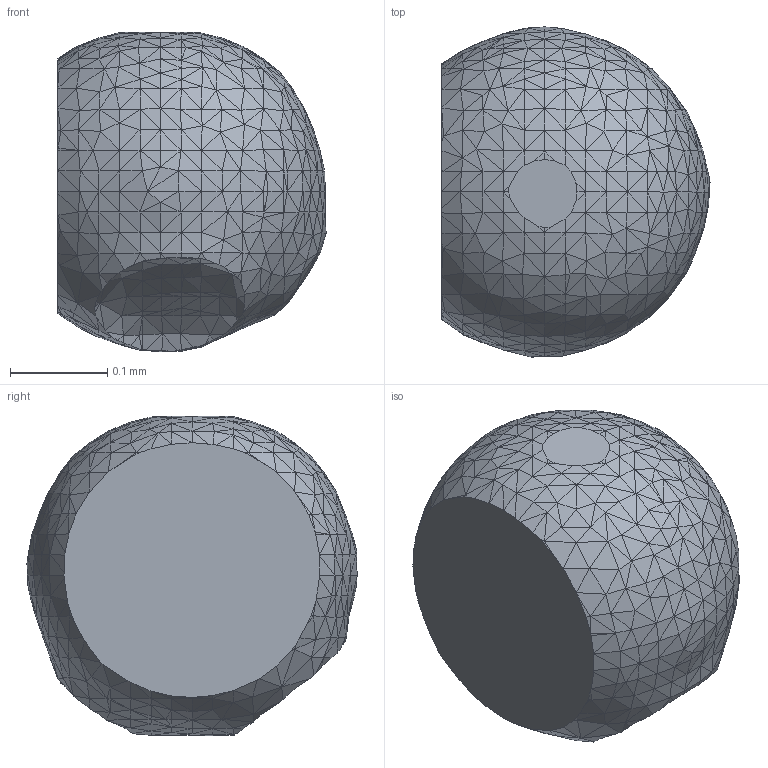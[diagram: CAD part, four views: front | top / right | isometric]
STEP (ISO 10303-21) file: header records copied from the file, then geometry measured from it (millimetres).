
FILE_DESCRIPTION(('FreeCAD Model'),'2;1');
FILE_NAME('Particle14.step','2020-11-10T02:01:37',( 'FreeCAD'),('FreeCAD'),'Open CASCADE STEP processor 7.4','FreeCAD', 'Unknown');
FILE_SCHEMA(('AUTOMOTIVE_DESIGN { 1 0 10303 214 1 1 1 1 }'));
Products named in the file (1): Open CASCADE STEP translator 7.4 17
Bounding box: 0.28 x 0.34 x 0.33 mm (x, y, z)
Volume: 0 mm3; surface area: 0.4 mm2
Topology: 1 solids, 1 shells, 1380 faces, 2263 edges, 885 vertices
Faces by surface type: plane 1380
Entity records: 55569 total; most frequent: CARTESIAN_POINT 11574, DIRECTION 7032, ORIENTED_EDGE 4526, PCURVE 4526, DEFINITIONAL_REPRESENTATION 4526, LINE 4270, VECTOR 4270, B_SPLINE_CURVE_WITH_KNOTS 2519
